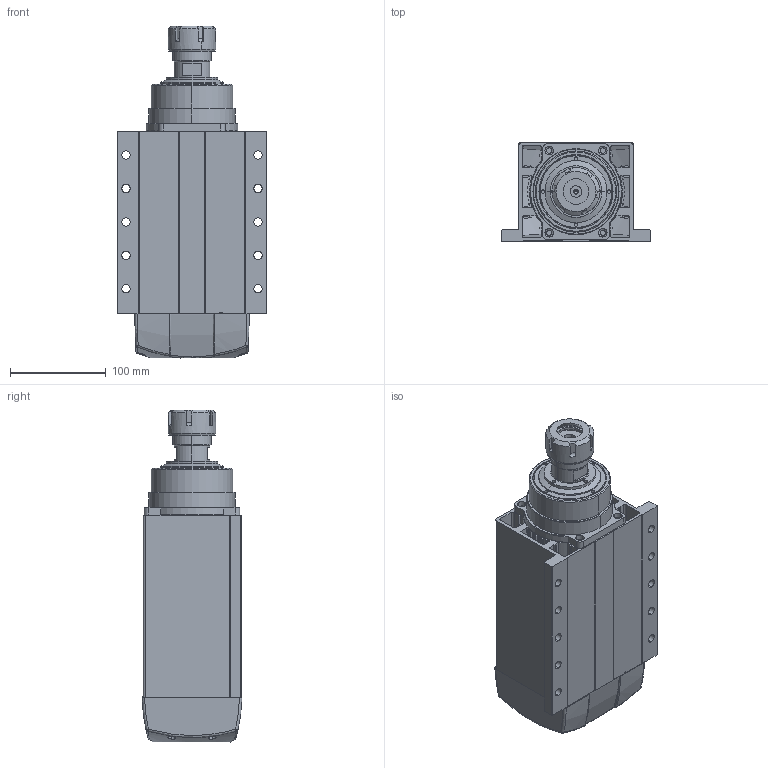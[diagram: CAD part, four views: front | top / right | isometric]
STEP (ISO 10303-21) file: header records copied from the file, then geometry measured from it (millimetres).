
FILE_DESCRIPTION (( 'STEP AP214' ), '1' );
FILE_NAME ('GDF52-18Z-5.0-4P.STEP', '2021-05-03T07:16:45', ( '萇齟' ), ( '' ), 'SwSTEP 2.0', 'SolidWorks 2018', '' );
FILE_SCHEMA (( 'AUTOMOTIVE_DESIGN' ));
Length unit declared in the file: millimetre
Products named in the file (9): GDF60-18Z-6.0-01 躇猾裔6.8; GDF55-12Z-2.2粣芛; GDF52-18Z-5.0-4P; ER32樓綠蹟簽; GDF60瑞欶; ER32-12 粟俶芠標; GDF55-12Z-2.2儂裔; GDF52-18Z-5.0-4P儂褲; GDF60-18Z-6.0-02 ヶ裔
Assembly tree (8 placements, depth 2):
  GDF52-18Z-5.0-4P
    GDF52-18Z-5.0-4P儂褲
    GDF55-12Z-2.2儂裔
    GDF60-18Z-6.0-02 ヶ裔
    GDF60-18Z-6.0-01 躇猾裔6.8
    GDF60瑞欶
    GDF55-12Z-2.2粣芛
    ER32-12 粟俶芠標
    ER32樓綠蹟簽
Bounding box: 156 x 104.55 x 347.39 mm (x, y, z)
Volume: 1221519 mm3; surface area: 439394.7 mm2
Topology: 8 solids, 8 shells, 631 faces, 1656 edges, 1071 vertices
Faces by surface type: cylinder 294, plane 227, cone 66, bspline 38, torus 6
Entity records: 27237 total; most frequent: CARTESIAN_POINT 9761, ORIENTED_EDGE 3292, DIRECTION 3100, EDGE_CURVE 1646, AXIS2_PLACEMENT_3D 1186, VERTEX_POINT 1071, EDGE_LOOP 741, LINE 728
